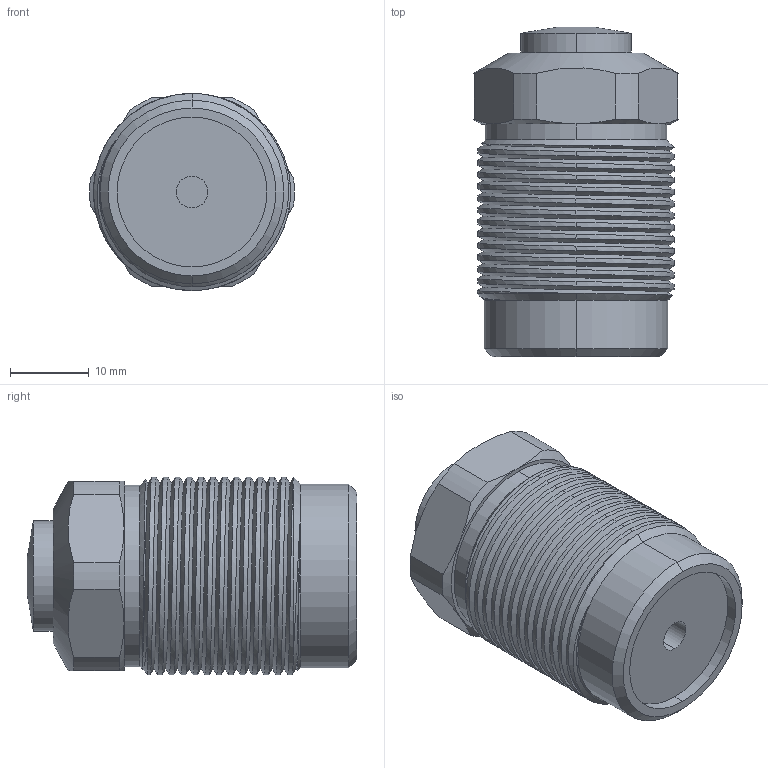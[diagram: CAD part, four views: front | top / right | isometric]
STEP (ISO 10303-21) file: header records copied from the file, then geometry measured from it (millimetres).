
FILE_DESCRIPTION (( 'STEP AP214' ), '1' );
FILE_NAME ('CTC-P025R-10.STEP', '2020-09-25T12:45:50', ( '' ), ( '' ), 'SwSTEP 2.0', 'SolidWorks 2016', '' );
FILE_SCHEMA (( 'AUTOMOTIVE_DESIGN' ));
Length unit declared in the file: millimetre
Products named in the file (1): CTC-P025R-10
Bounding box: 25.98 x 41.77 x 25 mm (x, y, z)
Volume: 17457.6 mm3; surface area: 5010.4 mm2
Topology: 1 solids, 1 shells, 69 faces, 177 edges, 115 vertices
Faces by surface type: cylinder 42, cone 12, plane 11, bspline 4
Entity records: 4755 total; most frequent: CARTESIAN_POINT 3225, ORIENTED_EDGE 354, DIRECTION 275, EDGE_CURVE 177, VERTEX_POINT 115, AXIS2_PLACEMENT_3D 111, EDGE_LOOP 74, ADVANCED_FACE 69
